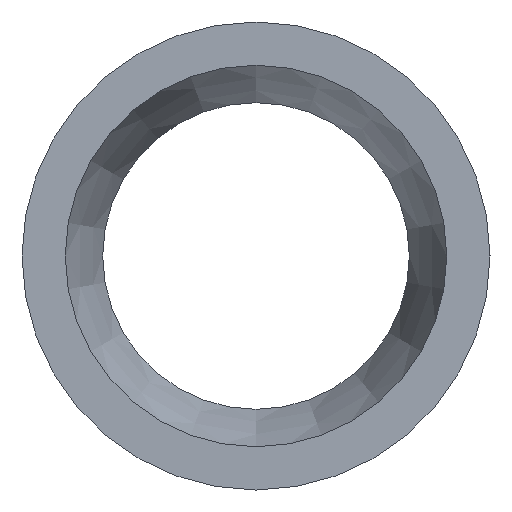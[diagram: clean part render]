
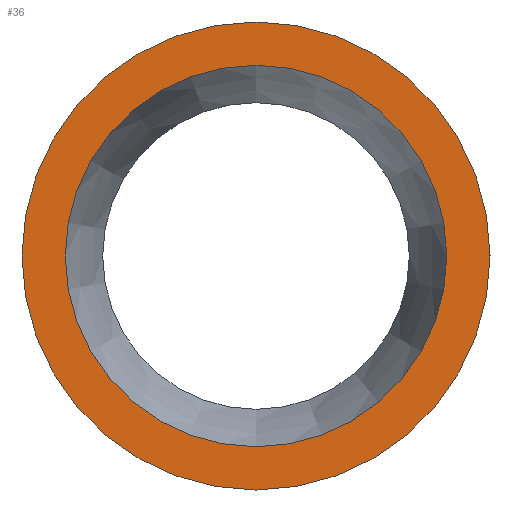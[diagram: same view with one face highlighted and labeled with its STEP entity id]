
A CAD part, left-side view. The second image highlights one B-rep face of the part: STEP entity #36.
In plain terms, the highlighted planar face has unit normal (-1, 0, 0).
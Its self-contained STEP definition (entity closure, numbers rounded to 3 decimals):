
#36 = ADVANCED_FACE( '', ( #73, #74 ), #75, .T. );
#73 = FACE_BOUND( '', #112, .T. );
#74 = FACE_OUTER_BOUND( '', #113, .T. );
#75 = PLANE( '', #114 );
#112 = EDGE_LOOP( '', ( #149 ) );
#113 = EDGE_LOOP( '', ( #150 ) );
#114 = AXIS2_PLACEMENT_3D( '', #151, #152, #153 );
#149 = ORIENTED_EDGE( '', *, *, #186, .T. );
#150 = ORIENTED_EDGE( '', *, *, #188, .F. );
#151 = CARTESIAN_POINT( '', ( 0., 0., 20. ) );
#152 = DIRECTION( '', ( -1., 0., 0. ) );
#153 = DIRECTION( '', ( 0., 0., 1. ) );
#186 = EDGE_CURVE( '', #203, #203, #204, .T. );
#188 = EDGE_CURVE( '', #206, #206, #207, .T. );
#203 = VERTEX_POINT( '', #227 );
#204 = CIRCLE( '', #228, 16.3 );
#206 = VERTEX_POINT( '', #230 );
#207 = CIRCLE( '', #231, 20. );
#227 = CARTESIAN_POINT( '', ( 0., 0., -16.3 ) );
#228 = AXIS2_PLACEMENT_3D( '', #251, #252, #253 );
#230 = CARTESIAN_POINT( '', ( 0., 0., -20. ) );
#231 = AXIS2_PLACEMENT_3D( '', #254, #255, #256 );
#251 = CARTESIAN_POINT( '', ( 0., 0., 0. ) );
#252 = DIRECTION( '', ( 1., 0., 0. ) );
#253 = DIRECTION( '', ( 0., 0., -1. ) );
#254 = CARTESIAN_POINT( '', ( 0., 0., 0. ) );
#255 = DIRECTION( '', ( 1., 0., 0. ) );
#256 = DIRECTION( '', ( 0., 0., -1. ) );
